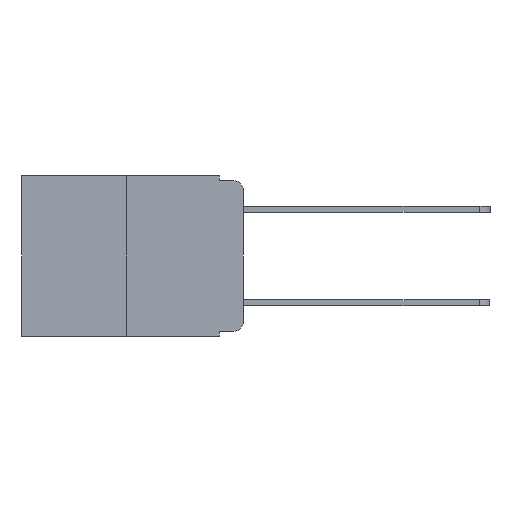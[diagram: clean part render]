
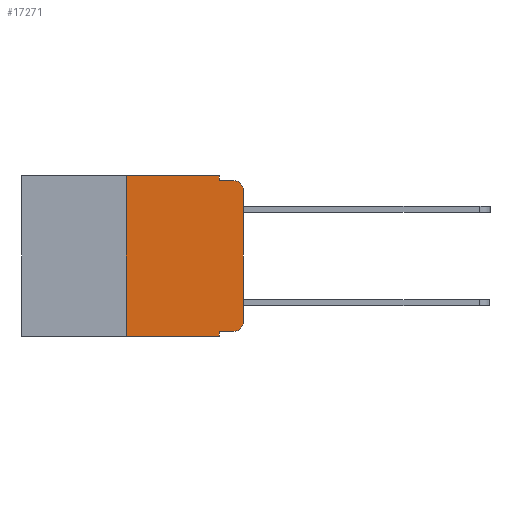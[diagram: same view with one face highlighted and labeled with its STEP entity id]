
A CAD part, left-side view. The second image highlights one B-rep face of the part: STEP entity #17271.
In plain terms, the highlighted planar face has unit normal (-1, 0, 0).
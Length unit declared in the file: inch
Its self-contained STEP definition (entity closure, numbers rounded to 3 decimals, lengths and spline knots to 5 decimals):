
#138 = VERTEX_POINT ( 'NONE', #19837 ) ;
#201 = ORIENTED_EDGE ( 'NONE', *, *, #7424, .F. ) ;
#486 = ORIENTED_EDGE ( 'NONE', *, *, #14381, .T. ) ;
#555 = EDGE_CURVE ( 'NONE', #2488, #8828, #16035, .T. ) ;
#727 = DIRECTION ( 'NONE',  ( -1., 0., 0. ) ) ;
#740 = VECTOR ( 'NONE', #12208, 39.37008 ) ;
#1108 = VERTEX_POINT ( 'NONE', #4986 ) ;
#1398 = ORIENTED_EDGE ( 'NONE', *, *, #7434, .F. ) ;
#1898 = VECTOR ( 'NONE', #17349, 39.37008 ) ;
#2488 = VERTEX_POINT ( 'NONE', #18105 ) ;
#2515 = DIRECTION ( 'NONE',  ( 0., 0., 1. ) ) ;
#2772 = PLANE ( 'NONE',  #3924 ) ;
#2879 = VECTOR ( 'NONE', #11304, 39.37008 ) ;
#2909 = CARTESIAN_POINT ( 'NONE',  ( 0., 0., 0. ) ) ;
#3235 = DIRECTION ( 'NONE',  ( 0., -1., 0. ) ) ;
#3924 = AXIS2_PLACEMENT_3D ( 'NONE', #22568, #15632, #4619 ) ;
#4094 = DIRECTION ( 'NONE',  ( -1., 0., 0. ) ) ;
#4619 = DIRECTION ( 'NONE',  ( 0., 0., -1. ) ) ;
#4986 = CARTESIAN_POINT ( 'NONE',  ( 0., 0.02, -0.333 ) ) ;
#5262 = EDGE_LOOP ( 'NONE', ( #17793, #8118, #6944, #1398, #201, #23221, #18608, #21053, #11548, #486 ) ) ;
#5727 = LINE ( 'NONE', #19334, #740 ) ;
#5977 = VERTEX_POINT ( 'NONE', #16617 ) ;
#6308 = VECTOR ( 'NONE', #11194, 39.37008 ) ;
#6488 = CARTESIAN_POINT ( 'NONE',  ( 0., 0.051, -0.343 ) ) ;
#6519 = EDGE_CURVE ( 'NONE', #5977, #9129, #6876, .T. ) ;
#6689 = VERTEX_POINT ( 'NONE', #13515 ) ;
#6831 = LINE ( 'NONE', #22562, #1898 ) ;
#6869 = VECTOR ( 'NONE', #2515, 39.37008 ) ;
#6876 = LINE ( 'NONE', #14871, #6308 ) ;
#6944 = ORIENTED_EDGE ( 'NONE', *, *, #6519, .F. ) ;
#7424 = EDGE_CURVE ( 'NONE', #138, #14605, #6831, .T. ) ;
#7434 = EDGE_CURVE ( 'NONE', #14605, #5977, #8571, .T. ) ;
#7447 = VERTEX_POINT ( 'NONE', #6488 ) ;
#7539 = CIRCLE ( 'NONE', #11516, 0.02 ) ;
#8118 = ORIENTED_EDGE ( 'NONE', *, *, #15881, .T. ) ;
#8267 = CARTESIAN_POINT ( 'NONE',  ( 0., 0.051, 0. ) ) ;
#8399 = CARTESIAN_POINT ( 'NONE',  ( 0., 0.02, -0.01 ) ) ;
#8571 = LINE ( 'NONE', #8267, #15995 ) ;
#8828 = VERTEX_POINT ( 'NONE', #9392 ) ;
#9129 = VERTEX_POINT ( 'NONE', #8399 ) ;
#9243 = CIRCLE ( 'NONE', #17238, 0.02 ) ;
#9263 = DIRECTION ( 'NONE',  ( 0., 0., 1. ) ) ;
#9298 = LINE ( 'NONE', #11018, #22468 ) ;
#9392 = CARTESIAN_POINT ( 'NONE',  ( 0., 0., -0.03 ) ) ;
#9471 = CARTESIAN_POINT ( 'NONE',  ( 0., 0.051, 0. ) ) ;
#10030 = DIRECTION ( 'NONE',  ( 0., 0., -1. ) ) ;
#11018 = CARTESIAN_POINT ( 'NONE',  ( 0., 0.25, 0. ) ) ;
#11194 = DIRECTION ( 'NONE',  ( 0., -1., 0. ) ) ;
#11304 = DIRECTION ( 'NONE',  ( 0., 0., -1. ) ) ;
#11516 = AXIS2_PLACEMENT_3D ( 'NONE', #15099, #4094, #16892 ) ;
#11548 = ORIENTED_EDGE ( 'NONE', *, *, #13430, .T. ) ;
#11865 = CARTESIAN_POINT ( 'NONE',  ( 0., 0.02, -0.03 ) ) ;
#12208 = DIRECTION ( 'NONE',  ( 0., -1., 0. ) ) ;
#13430 = EDGE_CURVE ( 'NONE', #6689, #1108, #18399, .T. ) ;
#13515 = CARTESIAN_POINT ( 'NONE',  ( 0., 0.051, -0.333 ) ) ;
#13709 = DIRECTION ( 'NONE',  ( 0., 0., -1. ) ) ;
#14237 = VERTEX_POINT ( 'NONE', #21738 ) ;
#14381 = EDGE_CURVE ( 'NONE', #1108, #2488, #7539, .T. ) ;
#14605 = VERTEX_POINT ( 'NONE', #22290 ) ;
#14871 = CARTESIAN_POINT ( 'NONE',  ( 0., 0.051, -0.01 ) ) ;
#14963 = EDGE_CURVE ( 'NONE', #14237, #138, #9298, .T. ) ;
#15099 = CARTESIAN_POINT ( 'NONE',  ( 0., 0.02, -0.313 ) ) ;
#15632 = DIRECTION ( 'NONE',  ( 1., 0., 0. ) ) ;
#15719 = EDGE_CURVE ( 'NONE', #6689, #7447, #17489, .T. ) ;
#15881 = EDGE_CURVE ( 'NONE', #8828, #9129, #9243, .T. ) ;
#15995 = VECTOR ( 'NONE', #10030, 39.37008 ) ;
#16035 = LINE ( 'NONE', #2909, #6869 ) ;
#16064 = CARTESIAN_POINT ( 'NONE',  ( 0., 0.051, -0.333 ) ) ;
#16617 = CARTESIAN_POINT ( 'NONE',  ( 0., 0.051, -0.01 ) ) ;
#16892 = DIRECTION ( 'NONE',  ( 0., 0., -1. ) ) ;
#17238 = AXIS2_PLACEMENT_3D ( 'NONE', #11865, #727, #13709 ) ;
#17271 = ADVANCED_FACE ( 'NONE', ( #23388 ), #2772, .F. ) ;
#17349 = DIRECTION ( 'NONE',  ( 0., -1., 0. ) ) ;
#17489 = LINE ( 'NONE', #9471, #2879 ) ;
#17793 = ORIENTED_EDGE ( 'NONE', *, *, #555, .T. ) ;
#17844 = VECTOR ( 'NONE', #3235, 39.37008 ) ;
#18105 = CARTESIAN_POINT ( 'NONE',  ( 0., 0., -0.313 ) ) ;
#18367 = EDGE_CURVE ( 'NONE', #14237, #7447, #5727, .T. ) ;
#18399 = LINE ( 'NONE', #16064, #17844 ) ;
#18608 = ORIENTED_EDGE ( 'NONE', *, *, #18367, .T. ) ;
#19334 = CARTESIAN_POINT ( 'NONE',  ( 0., 0.473, -0.343 ) ) ;
#19837 = CARTESIAN_POINT ( 'NONE',  ( 0., 0.25, 0. ) ) ;
#21053 = ORIENTED_EDGE ( 'NONE', *, *, #15719, .F. ) ;
#21738 = CARTESIAN_POINT ( 'NONE',  ( 0., 0.25, -0.343 ) ) ;
#22290 = CARTESIAN_POINT ( 'NONE',  ( 0., 0.051, 0. ) ) ;
#22468 = VECTOR ( 'NONE', #9263, 39.37008 ) ;
#22562 = CARTESIAN_POINT ( 'NONE',  ( 0., 0.473, 0. ) ) ;
#22568 = CARTESIAN_POINT ( 'NONE',  ( 0., 0.473, 0. ) ) ;
#23221 = ORIENTED_EDGE ( 'NONE', *, *, #14963, .F. ) ;
#23388 = FACE_OUTER_BOUND ( 'NONE', #5262, .T. ) ;
